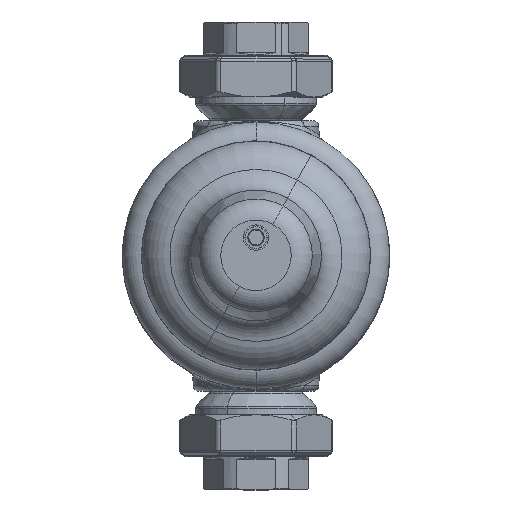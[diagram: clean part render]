
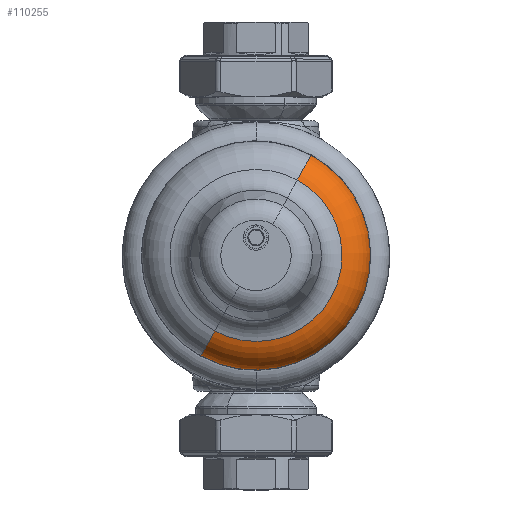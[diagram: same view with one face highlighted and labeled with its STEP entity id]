
A CAD part, top view. The second image highlights one B-rep face of the part: STEP entity #110255.
In plain terms, the highlighted toroidal (fillet/blend) face has major radius 52.327 mm and minor radius 25 mm.
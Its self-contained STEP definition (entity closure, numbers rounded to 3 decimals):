
#110179=CARTESIAN_POINT('Vertex',(-36.98,-67.691,175.202)) ;
#110186=CARTESIAN_POINT('Vertex',(36.98,67.691,175.202)) ;
#110201=CARTESIAN_POINT('Axis2P3D Location',(0.,0.,175.202)) ;
#110213=CARTESIAN_POINT('Axis2P3D Location',(0.,0.,172.098)) ;
#110218=CARTESIAN_POINT('Axis2P3D Location',(-25.087,-45.922,172.098)) ;
#110222=CARTESIAN_POINT('Vertex',(-27.762,-50.817,196.468)) ;
#110229=CARTESIAN_POINT('Vertex',(27.762,50.817,196.468)) ;
#110232=CARTESIAN_POINT('Axis2P3D Location',(25.087,45.922,172.098)) ;
#110244=CARTESIAN_POINT('Axis2P3D Location',(0.,0.,196.468)) ;
#110202=DIRECTION('Axis2P3D Direction',(0.,0.,-1.)) ;
#110214=DIRECTION('Axis2P3D Direction',(0.,0.,-1.)) ;
#110215=DIRECTION('Axis2P3D XDirection',(0.479,0.878,0.)) ;
#110219=DIRECTION('Axis2P3D Direction',(0.878,-0.479,0.)) ;
#110233=DIRECTION('Axis2P3D Direction',(-0.878,0.479,0.)) ;
#110245=DIRECTION('Axis2P3D Direction',(0.,0.,-1.)) ;
#110203=AXIS2_PLACEMENT_3D('Circle Axis2P3D',#110201,#110202,$) ;
#110216=AXIS2_PLACEMENT_3D('Torus Axis2P3D',#110213,#110214,#110215) ;
#110220=AXIS2_PLACEMENT_3D('Circle Axis2P3D',#110218,#110219,$) ;
#110234=AXIS2_PLACEMENT_3D('Circle Axis2P3D',#110232,#110233,$) ;
#110246=AXIS2_PLACEMENT_3D('Circle Axis2P3D',#110244,#110245,$) ;
#110250=ORIENTED_EDGE('',*,*,#110205,.F.) ;
#110251=ORIENTED_EDGE('',*,*,#110236,.T.) ;
#110252=ORIENTED_EDGE('',*,*,#110248,.T.) ;
#110253=ORIENTED_EDGE('',*,*,#110224,.F.) ;
#110255=ADVANCED_FACE('PartBody',(#110254),#110217,.T.) ;
#110204=CIRCLE('generated circle',#110203,77.134) ;
#110221=CIRCLE('generated circle',#110220,25.) ;
#110235=CIRCLE('generated circle',#110234,25.) ;
#110247=CIRCLE('generated circle',#110246,57.906) ;
#110217=TOROIDAL_SURFACE('homeo Torus',#110216,52.327,25.) ;
#110205=EDGE_CURVE('',#110187,#110180,#110204,.T.) ;
#110224=EDGE_CURVE('',#110180,#110223,#110221,.F.) ;
#110236=EDGE_CURVE('',#110187,#110230,#110235,.F.) ;
#110248=EDGE_CURVE('',#110230,#110223,#110247,.T.) ;
#110249=EDGE_LOOP('',(#110250,#110251,#110252,#110253)) ;
#110254=FACE_OUTER_BOUND('',#110249,.T.) ;
#110180=VERTEX_POINT('',#110179) ;
#110187=VERTEX_POINT('',#110186) ;
#110223=VERTEX_POINT('',#110222) ;
#110230=VERTEX_POINT('',#110229) ;
